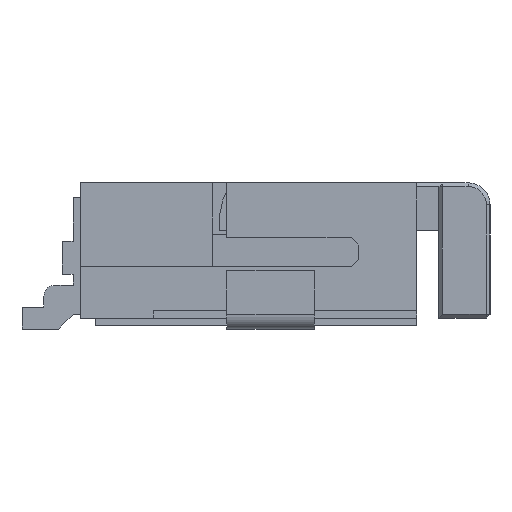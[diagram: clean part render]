
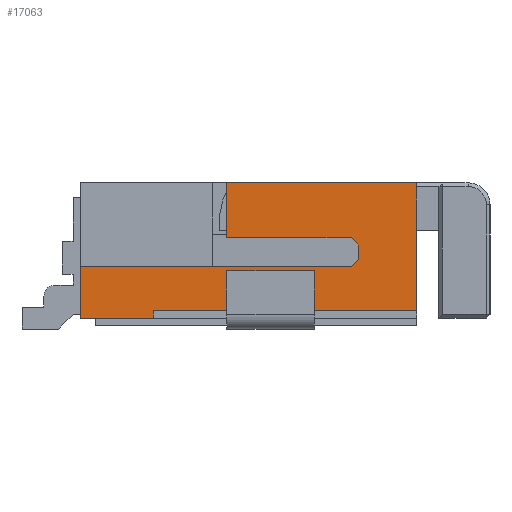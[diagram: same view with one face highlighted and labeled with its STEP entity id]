
A CAD part, left-side view. The second image highlights one B-rep face of the part: STEP entity #17063.
In plain terms, the highlighted planar face has unit normal (-1, 0, 0).
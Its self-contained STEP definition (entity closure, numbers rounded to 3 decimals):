
#544=FACE_OUTER_BOUND('',#1442,.T.);
#1442=EDGE_LOOP('',(#13083,#13084,#13085,#13086,#13087,#13088,#13089,#13090,
#13091,#13092,#13093,#13094));
#3109=LINE('',#25096,#5473);
#3114=LINE('',#25105,#5478);
#3118=LINE('',#25114,#5482);
#3122=LINE('',#25121,#5486);
#3123=LINE('',#25125,#5487);
#3126=LINE('',#25130,#5490);
#3128=LINE('',#25133,#5492);
#3129=LINE('',#25136,#5493);
#3131=LINE('',#25140,#5495);
#3158=LINE('',#25193,#5522);
#3265=LINE('',#25404,#5629);
#3266=LINE('',#25406,#5630);
#5473=VECTOR('',#20432,0.1);
#5478=VECTOR('',#20439,3.6);
#5482=VECTOR('',#20447,0.141);
#5486=VECTOR('',#20453,3.7);
#5487=VECTOR('',#20456,0.141);
#5490=VECTOR('',#20461,1.7);
#5492=VECTOR('',#20465,0.2);
#5493=VECTOR('',#20468,0.75);
#5495=VECTOR('',#20472,2.6);
#5522=VECTOR('',#20519,1.75);
#5629=VECTOR('',#20658,0.7);
#5630=VECTOR('',#20661,1.);
#7487=VERTEX_POINT('',#25092);
#7489=VERTEX_POINT('',#25095);
#7492=VERTEX_POINT('',#25103);
#7494=VERTEX_POINT('',#25111);
#7495=VERTEX_POINT('',#25113);
#7497=VERTEX_POINT('',#25119);
#7498=VERTEX_POINT('',#25123);
#7499=VERTEX_POINT('',#25124);
#7500=VERTEX_POINT('',#25129);
#7501=VERTEX_POINT('',#25135);
#7502=VERTEX_POINT('',#25139);
#7606=VERTEX_POINT('',#25402);
#9455=EDGE_CURVE('',#7489,#7487,#3109,.T.);
#9460=EDGE_CURVE('',#7487,#7492,#3114,.T.);
#9464=EDGE_CURVE('',#7494,#7495,#3118,.T.);
#9468=EDGE_CURVE('',#7497,#7494,#3122,.T.);
#9469=EDGE_CURVE('',#7498,#7499,#3123,.T.);
#9472=EDGE_CURVE('',#7499,#7500,#3126,.T.);
#9474=EDGE_CURVE('',#7495,#7498,#3128,.T.);
#9475=EDGE_CURVE('',#7500,#7501,#3129,.T.);
#9477=EDGE_CURVE('',#7501,#7502,#3131,.T.);
#9504=EDGE_CURVE('',#7492,#7502,#3158,.T.);
#9611=EDGE_CURVE('',#7606,#7497,#3265,.T.);
#9612=EDGE_CURVE('',#7606,#7489,#3266,.T.);
#13083=ORIENTED_EDGE('',*,*,#9504,.T.);
#13084=ORIENTED_EDGE('',*,*,#9477,.F.);
#13085=ORIENTED_EDGE('',*,*,#9475,.F.);
#13086=ORIENTED_EDGE('',*,*,#9472,.F.);
#13087=ORIENTED_EDGE('',*,*,#9469,.F.);
#13088=ORIENTED_EDGE('',*,*,#9474,.F.);
#13089=ORIENTED_EDGE('',*,*,#9464,.F.);
#13090=ORIENTED_EDGE('',*,*,#9468,.F.);
#13091=ORIENTED_EDGE('',*,*,#9611,.F.);
#13092=ORIENTED_EDGE('',*,*,#9612,.T.);
#13093=ORIENTED_EDGE('',*,*,#9455,.T.);
#13094=ORIENTED_EDGE('',*,*,#9460,.T.);
#15866=PLANE('',#17941);
#17063=ADVANCED_FACE('',(#544),#15866,.T.);
#17941=AXIS2_PLACEMENT_3D('',#25405,#20659,#20660);
#20432=DIRECTION('',(0.,0.,1.));
#20439=DIRECTION('',(0.,-1.,0.));
#20447=DIRECTION('',(0.,-0.707,0.707));
#20453=DIRECTION('',(0.,-1.,0.));
#20456=DIRECTION('',(0.,0.707,0.707));
#20461=DIRECTION('',(0.,1.,0.));
#20465=DIRECTION('',(0.,0.,1.));
#20468=DIRECTION('',(0.,0.,1.));
#20472=DIRECTION('',(0.,-1.,0.));
#20519=DIRECTION('',(0.,0.,1.));
#20658=DIRECTION('',(0.,0.,1.));
#20659=DIRECTION('center_axis',(-1.,0.,0.));
#20660=DIRECTION('ref_axis',(0.,0.,-1.));
#20661=DIRECTION('',(0.,-1.,0.));
#25092=CARTESIAN_POINT('',(-5.8,0.3,0.25));
#25095=CARTESIAN_POINT('',(-5.8,0.3,0.15));
#25096=CARTESIAN_POINT('',(-5.8,0.3,0.25));
#25103=CARTESIAN_POINT('',(-5.8,-3.3,0.25));
#25105=CARTESIAN_POINT('',(-5.8,1.3,0.25));
#25111=CARTESIAN_POINT('',(-5.8,-2.4,0.85));
#25113=CARTESIAN_POINT('',(-5.8,-2.5,0.95));
#25114=CARTESIAN_POINT('',(-5.8,-1.5,-0.05));
#25119=CARTESIAN_POINT('',(-5.8,1.3,0.85));
#25121=CARTESIAN_POINT('',(-5.8,1.3,0.85));
#25123=CARTESIAN_POINT('',(-5.8,-2.5,1.15));
#25124=CARTESIAN_POINT('',(-5.8,-2.4,1.25));
#25125=CARTESIAN_POINT('',(-5.8,-1.6,2.05));
#25129=CARTESIAN_POINT('',(-5.8,-0.7,1.25));
#25130=CARTESIAN_POINT('',(-5.8,-2.5,1.25));
#25133=CARTESIAN_POINT('',(-5.8,-2.5,0.85));
#25135=CARTESIAN_POINT('',(-5.8,-0.7,2.));
#25136=CARTESIAN_POINT('',(-5.8,-0.7,1.25));
#25139=CARTESIAN_POINT('',(-5.8,-3.3,2.));
#25140=CARTESIAN_POINT('',(-5.8,-0.7,2.));
#25193=CARTESIAN_POINT('',(-5.8,-3.3,0.963));
#25402=CARTESIAN_POINT('',(-5.8,1.3,0.15));
#25404=CARTESIAN_POINT('',(-5.8,1.3,0.25));
#25405=CARTESIAN_POINT('Origin',(-5.8,1.3,0.85));
#25406=CARTESIAN_POINT('',(-5.8,1.3,0.15));
